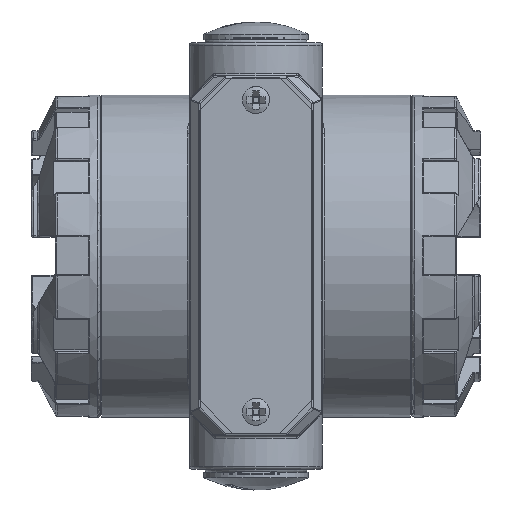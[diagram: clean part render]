
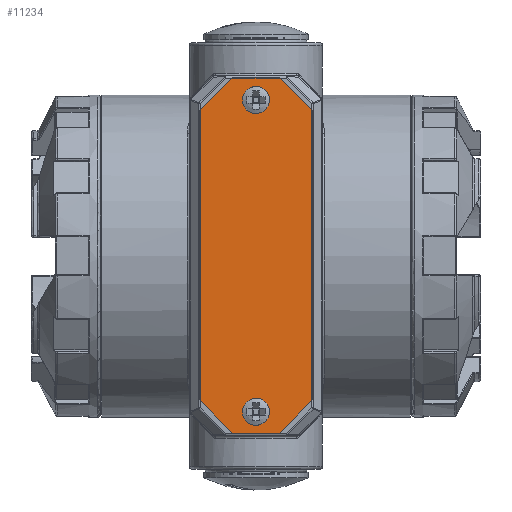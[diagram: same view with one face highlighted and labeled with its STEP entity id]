
A CAD part, top view. The second image highlights one B-rep face of the part: STEP entity #11234.
In plain terms, the highlighted planar face has unit normal (0, 0, 1).
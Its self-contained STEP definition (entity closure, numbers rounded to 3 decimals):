
#11234=ADVANCED_FACE('',(#35121,#35123,#35125),#35127,.T.);
#35121=FACE_BOUND('',#35122,.T.);
#35122=EDGE_LOOP('',(#53954,#53955,#53956,#53957,#53958,#53959,#53960,#53961));
#35123=FACE_BOUND('',#35124,.T.);
#35124=EDGE_LOOP('',(#53962));
#35125=FACE_BOUND('',#35126,.T.);
#35126=EDGE_LOOP('',(#53963));
#35127=PLANE('',#35128);
#35128=AXIS2_PLACEMENT_3D('',#35129,#35130,#35131);
#35129=CARTESIAN_POINT('',(0.,0.,0.3));
#35130=DIRECTION('',(0.,0.,1.));
#35131=DIRECTION('',(-1.,0.,0.));
#53954=ORIENTED_EDGE('',*,*,#58372,.T.);
#53955=ORIENTED_EDGE('',*,*,#58373,.T.);
#53956=ORIENTED_EDGE('',*,*,#58374,.T.);
#53957=ORIENTED_EDGE('',*,*,#58375,.T.);
#53958=ORIENTED_EDGE('',*,*,#58376,.T.);
#53959=ORIENTED_EDGE('',*,*,#58377,.T.);
#53960=ORIENTED_EDGE('',*,*,#58378,.T.);
#53961=ORIENTED_EDGE('',*,*,#58379,.T.);
#53962=ORIENTED_EDGE('',*,*,#58380,.T.);
#53963=ORIENTED_EDGE('',*,*,#58381,.T.);
#58372=EDGE_CURVE('',#62925,#62926,#62927,.T.);
#58373=EDGE_CURVE('',#62926,#62928,#62929,.T.);
#58374=EDGE_CURVE('',#62928,#62930,#62931,.T.);
#58375=EDGE_CURVE('',#62930,#62932,#62933,.T.);
#58376=EDGE_CURVE('',#62932,#62934,#62935,.T.);
#58377=EDGE_CURVE('',#62934,#62936,#62937,.T.);
#58378=EDGE_CURVE('',#62936,#62938,#62939,.T.);
#58379=EDGE_CURVE('',#62938,#62925,#62940,.T.);
#58380=EDGE_CURVE('',#62941,#62941,#62942,.F.);
#58381=EDGE_CURVE('',#62943,#62943,#62944,.F.);
#62925=VERTEX_POINT('',#78757);
#62926=VERTEX_POINT('',#78758);
#62927=LINE('',#78759,#78760);
#62928=VERTEX_POINT('',#78762);
#62929=LINE('',#78763,#78764);
#62930=VERTEX_POINT('',#78766);
#62931=LINE('',#78767,#78768);
#62932=VERTEX_POINT('',#78770);
#62933=LINE('',#78771,#78772);
#62934=VERTEX_POINT('',#78774);
#62935=LINE('',#78775,#78776);
#62936=VERTEX_POINT('',#78778);
#62937=LINE('',#78779,#78780);
#62938=VERTEX_POINT('',#78782);
#62939=LINE('',#78783,#78784);
#62940=LINE('',#78786,#78787);
#62941=VERTEX_POINT('',#78789);
#62942=CIRCLE('',#78790,1.75);
#62943=VERTEX_POINT('',#78794);
#62944=CIRCLE('',#78795,1.75);
#78757=CARTESIAN_POINT('',(5.,37.5,0.3));
#78758=CARTESIAN_POINT('',(-5.,37.5,0.3));
#78759=CARTESIAN_POINT('',(5.,37.5,0.3));
#78760=VECTOR('',#78761,1.);
#78761=DIRECTION('',(-1.,0.,0.));
#78762=CARTESIAN_POINT('',(-12.,30.5,0.3));
#78763=CARTESIAN_POINT('',(-5.,37.5,0.3));
#78764=VECTOR('',#78765,1.);
#78765=DIRECTION('',(-0.707,-0.707,0.));
#78766=CARTESIAN_POINT('',(-12.,-30.5,0.3));
#78767=CARTESIAN_POINT('',(-12.,30.5,0.3));
#78768=VECTOR('',#78769,1.);
#78769=DIRECTION('',(0.,-1.,0.));
#78770=CARTESIAN_POINT('',(-5.,-37.5,0.3));
#78771=CARTESIAN_POINT('',(-12.,-30.5,0.3));
#78772=VECTOR('',#78773,1.);
#78773=DIRECTION('',(0.707,-0.707,0.));
#78774=CARTESIAN_POINT('',(5.,-37.5,0.3));
#78775=CARTESIAN_POINT('',(-5.,-37.5,0.3));
#78776=VECTOR('',#78777,1.);
#78777=DIRECTION('',(1.,0.,0.));
#78778=CARTESIAN_POINT('',(12.,-30.5,0.3));
#78779=CARTESIAN_POINT('',(5.,-37.5,0.3));
#78780=VECTOR('',#78781,1.);
#78781=DIRECTION('',(0.707,0.707,0.));
#78782=CARTESIAN_POINT('',(12.,30.5,0.3));
#78783=CARTESIAN_POINT('',(12.,-30.5,0.3));
#78784=VECTOR('',#78785,1.);
#78785=DIRECTION('',(0.,1.,0.));
#78786=CARTESIAN_POINT('',(12.,30.5,0.3));
#78787=VECTOR('',#78788,1.);
#78788=DIRECTION('',(-0.707,0.707,0.));
#78789=CARTESIAN_POINT('',(-1.75,-33.,0.3));
#78790=AXIS2_PLACEMENT_3D('',#78791,#78792,#78793);
#78791=CARTESIAN_POINT('',(0.,-33.,0.3));
#78792=DIRECTION('',(0.,0.,1.));
#78793=DIRECTION('',(-1.,0.,0.));
#78794=CARTESIAN_POINT('',(-1.75,33.,0.3));
#78795=AXIS2_PLACEMENT_3D('',#78796,#78797,#78798);
#78796=CARTESIAN_POINT('',(0.,33.,0.3));
#78797=DIRECTION('',(0.,0.,1.));
#78798=DIRECTION('',(-1.,0.,0.));
